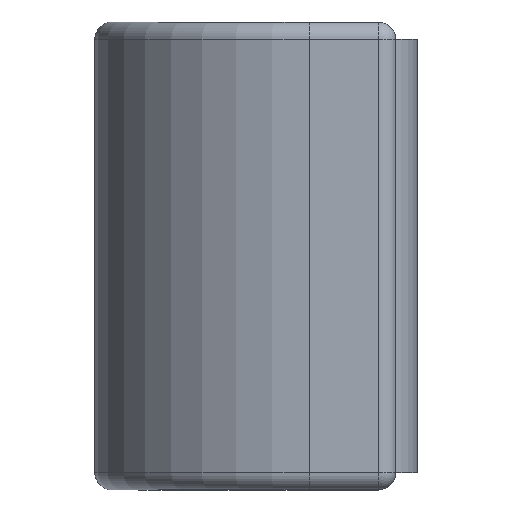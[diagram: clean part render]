
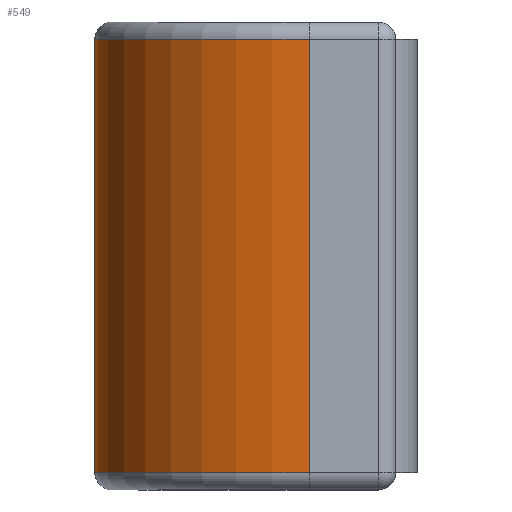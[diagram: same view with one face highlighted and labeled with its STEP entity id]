
A CAD part, left-side view. The second image highlights one B-rep face of the part: STEP entity #549.
In plain terms, the highlighted cylindrical face has radius 9.423 mm (diameter 18.847 mm), a partial arc.
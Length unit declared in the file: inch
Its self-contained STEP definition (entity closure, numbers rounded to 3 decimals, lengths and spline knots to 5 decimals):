
#24 = DIRECTION ( 'NONE',  ( 0., 0., 1. ) ) ;
#200 = AXIS2_PLACEMENT_3D ( 'NONE', #3044, #24, #3055 ) ;
#203 = CARTESIAN_POINT ( 'NONE',  ( -0.875, 0.187, -0.375 ) ) ;
#353 = EDGE_CURVE ( 'NONE', #578, #2269, #699, .T. ) ;
#440 = CARTESIAN_POINT ( 'NONE',  ( -0.504, 0.187, 0.375 ) ) ;
#460 = ORIENTED_EDGE ( 'NONE', *, *, #2566, .F. ) ;
#481 = DIRECTION ( 'NONE',  ( 1., 0., 0. ) ) ;
#549 = ADVANCED_FACE ( 'NONE', ( #2101 ), #1025, .T. ) ;
#578 = VERTEX_POINT ( 'NONE', #3330 ) ;
#699 = LINE ( 'NONE', #3014, #2801 ) ;
#833 = ORIENTED_EDGE ( 'NONE', *, *, #3225, .T. ) ;
#855 = VERTEX_POINT ( 'NONE', #2268 ) ;
#884 = EDGE_LOOP ( 'NONE', ( #2220, #833, #2996, #460 ) ) ;
#1024 = VECTOR ( 'NONE', #2362, 39.37008 ) ;
#1025 = CYLINDRICAL_SURFACE ( 'NONE', #200, 0.371 ) ;
#1359 = DIRECTION ( 'NONE',  ( 0., 0., -1. ) ) ;
#1405 = AXIS2_PLACEMENT_3D ( 'NONE', #203, #2131, #481 ) ;
#1436 = DIRECTION ( 'NONE',  ( 0., 0., 1. ) ) ;
#1497 = CARTESIAN_POINT ( 'NONE',  ( -0.504, 0.187, -0.375 ) ) ;
#1744 = LINE ( 'NONE', #440, #1024 ) ;
#1934 = EDGE_CURVE ( 'NONE', #855, #2226, #1744, .T. ) ;
#2101 = FACE_OUTER_BOUND ( 'NONE', #884, .T. ) ;
#2110 = AXIS2_PLACEMENT_3D ( 'NONE', #3076, #1436, #3354 ) ;
#2123 = CARTESIAN_POINT ( 'NONE',  ( -1.246, 0.187, -0.375 ) ) ;
#2131 = DIRECTION ( 'NONE',  ( 0., 0., 1. ) ) ;
#2180 = CIRCLE ( 'NONE', #2110, 0.371 ) ;
#2220 = ORIENTED_EDGE ( 'NONE', *, *, #1934, .T. ) ;
#2226 = VERTEX_POINT ( 'NONE', #1497 ) ;
#2268 = CARTESIAN_POINT ( 'NONE',  ( -0.504, 0.187, 0.375 ) ) ;
#2269 = VERTEX_POINT ( 'NONE', #2123 ) ;
#2362 = DIRECTION ( 'NONE',  ( 0., 0., -1. ) ) ;
#2566 = EDGE_CURVE ( 'NONE', #855, #578, #2180, .T. ) ;
#2801 = VECTOR ( 'NONE', #1359, 39.37008 ) ;
#2996 = ORIENTED_EDGE ( 'NONE', *, *, #353, .F. ) ;
#3014 = CARTESIAN_POINT ( 'NONE',  ( -1.246, 0.187, 0.375 ) ) ;
#3044 = CARTESIAN_POINT ( 'NONE',  ( -0.875, 0.187, 0. ) ) ;
#3055 = DIRECTION ( 'NONE',  ( 1., 0., 0. ) ) ;
#3076 = CARTESIAN_POINT ( 'NONE',  ( -0.875, 0.187, 0.375 ) ) ;
#3147 = CIRCLE ( 'NONE', #1405, 0.371 ) ;
#3225 = EDGE_CURVE ( 'NONE', #2226, #2269, #3147, .T. ) ;
#3330 = CARTESIAN_POINT ( 'NONE',  ( -1.246, 0.187, 0.375 ) ) ;
#3354 = DIRECTION ( 'NONE',  ( 1., 0., 0. ) ) ;
